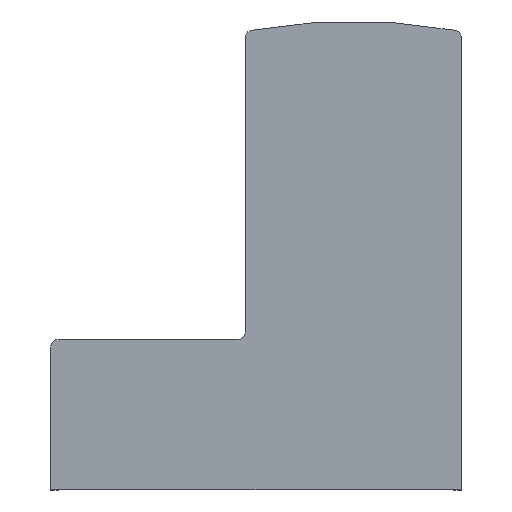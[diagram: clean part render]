
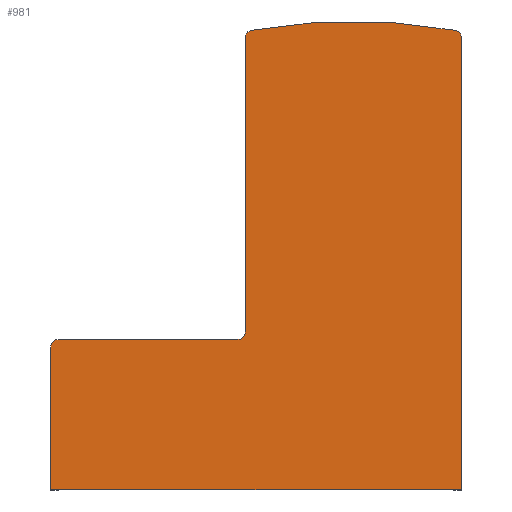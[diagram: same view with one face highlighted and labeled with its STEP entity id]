
A CAD part, top view. The second image highlights one B-rep face of the part: STEP entity #981.
In plain terms, the highlighted planar face has unit normal (0, 0, 1).
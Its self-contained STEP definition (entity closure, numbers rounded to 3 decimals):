
#12 = DIRECTION ( 'NONE',  ( 0., 0., 1. ) ) ;
#13 = CARTESIAN_POINT ( 'NONE',  ( -109.3, 38.05, 8. ) ) ;
#21 = LINE ( 'NONE', #13, #513 ) ;
#23 = CARTESIAN_POINT ( 'NONE',  ( -2., 120.4, 8. ) ) ;
#33 = CARTESIAN_POINT ( 'NONE',  ( -109.3, 0., 8. ) ) ;
#36 = DIRECTION ( 'NONE',  ( 0., 0., 1. ) ) ;
#43 = CARTESIAN_POINT ( 'NONE',  ( 0., 0., 8. ) ) ;
#50 = LINE ( 'NONE', #33, #335 ) ;
#51 = VECTOR ( 'NONE', #675, 1000. ) ;
#58 = VERTEX_POINT ( 'NONE', #475 ) ;
#60 = CARTESIAN_POINT ( 'NONE',  ( -109.3, 0., 8. ) ) ;
#68 = CIRCLE ( 'NONE', #892, 2. ) ;
#82 = CARTESIAN_POINT ( 'NONE',  ( -57.5, 120.4, 8. ) ) ;
#89 = DIRECTION ( 'NONE',  ( 0., -1., 0. ) ) ;
#92 = DIRECTION ( 'NONE',  ( 1., 0., 0. ) ) ;
#119 = CARTESIAN_POINT ( 'NONE',  ( -109.3, 38.05, 8. ) ) ;
#146 = VECTOR ( 'NONE', #804, 1000. ) ;
#159 = CARTESIAN_POINT ( 'NONE',  ( -107.3, 40.05, 8. ) ) ;
#175 = CARTESIAN_POINT ( 'NONE',  ( -107.3, 38.05, 8. ) ) ;
#192 = DIRECTION ( 'NONE',  ( 1., 0., 0. ) ) ;
#209 = EDGE_CURVE ( 'NONE', #992, #379, #775, .T. ) ;
#224 = EDGE_CURVE ( 'NONE', #444, #992, #884, .T. ) ;
#227 = VERTEX_POINT ( 'NONE', #794 ) ;
#228 = DIRECTION ( 'NONE',  ( 1., 0., 0. ) ) ;
#236 = VECTOR ( 'NONE', #558, 1000. ) ;
#267 = CIRCLE ( 'NONE', #845, 150. ) ;
#275 = DIRECTION ( 'NONE',  ( 1., 0., 0. ) ) ;
#289 = ORIENTED_EDGE ( 'NONE', *, *, #479, .T. ) ;
#291 = CARTESIAN_POINT ( 'NONE',  ( -55.5, 120.4, 8. ) ) ;
#296 = ORIENTED_EDGE ( 'NONE', *, *, #620, .T. ) ;
#318 = VERTEX_POINT ( 'NONE', #978 ) ;
#335 = VECTOR ( 'NONE', #192, 1000. ) ;
#351 = CIRCLE ( 'NONE', #911, 2. ) ;
#359 = VERTEX_POINT ( 'NONE', #517 ) ;
#378 = ORIENTED_EDGE ( 'NONE', *, *, #1016, .T. ) ;
#379 = VERTEX_POINT ( 'NONE', #119 ) ;
#404 = EDGE_CURVE ( 'NONE', #359, #997, #598, .T. ) ;
#408 = ORIENTED_EDGE ( 'NONE', *, *, #998, .T. ) ;
#444 = VERTEX_POINT ( 'NONE', #732 ) ;
#451 = DIRECTION ( 'NONE',  ( 0., 0., 1. ) ) ;
#458 = ORIENTED_EDGE ( 'NONE', *, *, #404, .T. ) ;
#475 = CARTESIAN_POINT ( 'NONE',  ( -1.639, 122.367, 8. ) ) ;
#477 = CARTESIAN_POINT ( 'NONE',  ( 0., 120.4, 8. ) ) ;
#479 = EDGE_CURVE ( 'NONE', #379, #807, #21, .T. ) ;
#483 = FACE_OUTER_BOUND ( 'NONE', #827, .T. ) ;
#513 = VECTOR ( 'NONE', #89, 1000. ) ;
#517 = CARTESIAN_POINT ( 'NONE',  ( 0., 0., 8. ) ) ;
#558 = DIRECTION ( 'NONE',  ( 0., -1., 0. ) ) ;
#573 = DIRECTION ( 'NONE',  ( 1., 0., 0. ) ) ;
#574 = DIRECTION ( 'NONE',  ( 0., 0., 1. ) ) ;
#593 = AXIS2_PLACEMENT_3D ( 'NONE', #175, #12, #92 ) ;
#598 = LINE ( 'NONE', #43, #51 ) ;
#620 = EDGE_CURVE ( 'NONE', #623, #444, #844, .T. ) ;
#623 = VERTEX_POINT ( 'NONE', #920 ) ;
#628 = AXIS2_PLACEMENT_3D ( 'NONE', #915, #822, #900 ) ;
#629 = CARTESIAN_POINT ( 'NONE',  ( -2., 120.4, 8. ) ) ;
#654 = CARTESIAN_POINT ( 'NONE',  ( -59.5, 40.05, 8. ) ) ;
#675 = DIRECTION ( 'NONE',  ( 0., 1., 0. ) ) ;
#676 = EDGE_CURVE ( 'NONE', #807, #359, #50, .T. ) ;
#732 = CARTESIAN_POINT ( 'NONE',  ( -59.5, 40.05, 8. ) ) ;
#733 = EDGE_CURVE ( 'NONE', #227, #318, #351, .T. ) ;
#771 = DIRECTION ( 'NONE',  ( 0., 0., 1. ) ) ;
#775 = CIRCLE ( 'NONE', #593, 2. ) ;
#789 = LINE ( 'NONE', #82, #236 ) ;
#794 = CARTESIAN_POINT ( 'NONE',  ( -55.861, 122.367, 8. ) ) ;
#804 = DIRECTION ( 'NONE',  ( -1., 0., 0. ) ) ;
#807 = VERTEX_POINT ( 'NONE', #60 ) ;
#822 = DIRECTION ( 'NONE',  ( 0., 0., -1. ) ) ;
#827 = EDGE_LOOP ( 'NONE', ( #963, #458, #851, #378, #857, #408, #296, #1004, #938, #289 ) ) ;
#844 = CIRCLE ( 'NONE', #628, 2. ) ;
#845 = AXIS2_PLACEMENT_3D ( 'NONE', #987, #36, #573 ) ;
#851 = ORIENTED_EDGE ( 'NONE', *, *, #907, .T. ) ;
#857 = ORIENTED_EDGE ( 'NONE', *, *, #733, .T. ) ;
#884 = LINE ( 'NONE', #654, #146 ) ;
#889 = DIRECTION ( 'NONE',  ( 1., 0., 0. ) ) ;
#892 = AXIS2_PLACEMENT_3D ( 'NONE', #629, #771, #228 ) ;
#900 = DIRECTION ( 'NONE',  ( -1., 0., 0. ) ) ;
#907 = EDGE_CURVE ( 'NONE', #997, #58, #68, .T. ) ;
#911 = AXIS2_PLACEMENT_3D ( 'NONE', #291, #451, #275 ) ;
#915 = CARTESIAN_POINT ( 'NONE',  ( -59.5, 42.05, 8. ) ) ;
#920 = CARTESIAN_POINT ( 'NONE',  ( -57.5, 42.05, 8. ) ) ;
#938 = ORIENTED_EDGE ( 'NONE', *, *, #209, .T. ) ;
#948 = PLANE ( 'NONE',  #993 ) ;
#963 = ORIENTED_EDGE ( 'NONE', *, *, #676, .T. ) ;
#978 = CARTESIAN_POINT ( 'NONE',  ( -57.5, 120.4, 8. ) ) ;
#981 = ADVANCED_FACE ( 'NONE', ( #483 ), #948, .T. ) ;
#987 = CARTESIAN_POINT ( 'NONE',  ( -28.75, -25.162, 8. ) ) ;
#992 = VERTEX_POINT ( 'NONE', #159 ) ;
#993 = AXIS2_PLACEMENT_3D ( 'NONE', #23, #574, #889 ) ;
#997 = VERTEX_POINT ( 'NONE', #477 ) ;
#998 = EDGE_CURVE ( 'NONE', #318, #623, #789, .T. ) ;
#1004 = ORIENTED_EDGE ( 'NONE', *, *, #224, .T. ) ;
#1016 = EDGE_CURVE ( 'NONE', #58, #227, #267, .T. ) ;
